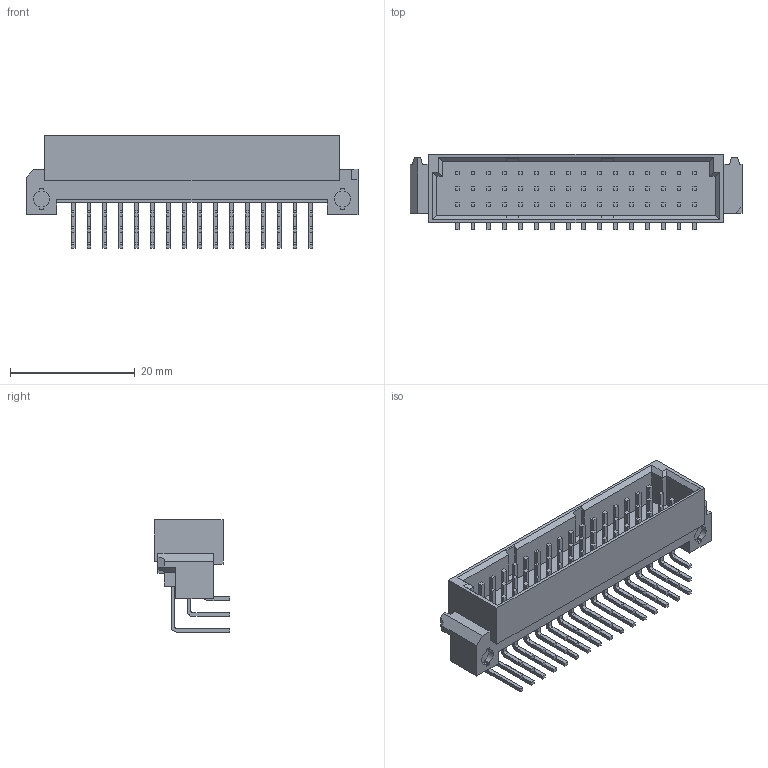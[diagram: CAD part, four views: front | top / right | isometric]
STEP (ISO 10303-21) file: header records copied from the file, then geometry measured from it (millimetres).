
FILE_DESCRIPTION((''),'2;1');
FILE_NAME('C-5650478-5','2012-06-14T',('workeradm'),('Tyco Electronics Ltd.'),'PRO/ENGINEER BY PARAMETRIC TECHNOLOGY CORPORATION, 2010430','PRO/ENGINEER BY PARAMETRIC TECHNOLOGY CORPORATION, 2010430','');
FILE_SCHEMA(('AUTOMOTIVE_DESIGN { 1 0 10303 214 1 1 1 1 }'));
Length unit declared in the file: millimetre
Products named in the file (1): C-5650478-5
Bounding box: 53.21 x 12.09 x 18.02 mm (x, y, z)
Volume: 3107.7 mm3; surface area: 5042 mm2
Topology: 1 solids, 1 shells, 1164 faces, 3104 edges, 2066 vertices
Faces by surface type: plane 1057, cylinder 105, extrusion 2
Entity records: 35957 total; most frequent: CARTESIAN_POINT 6410, ORIENTED_EDGE 6208, DIRECTION 5636, EDGE_CURVE 3104, VECTOR 2892, LINE 2890, VERTEX_POINT 2066, AXIS2_PLACEMENT_3D 1372
